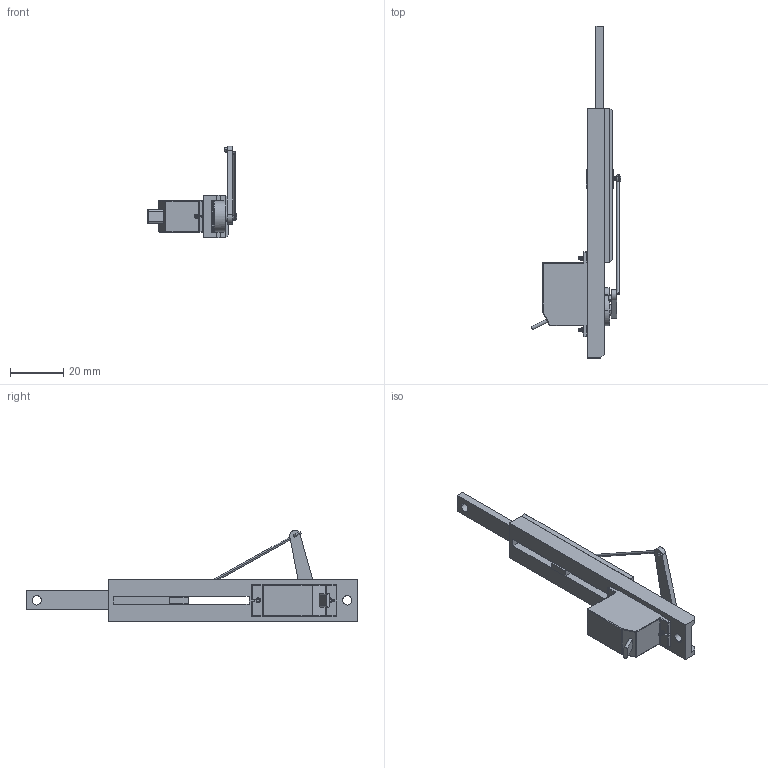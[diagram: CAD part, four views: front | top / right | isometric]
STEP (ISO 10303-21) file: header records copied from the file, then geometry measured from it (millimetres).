
FILE_DESCRIPTION (( 'STEP AP203' ), '1' );
FILE_NAME ('Actuator (ES80).STEP', '2017-01-14T22:02:35', ( 'RightCell' ), ( '' ), 'SwSTEP 2.0', 'SolidWorks 2016', '' );
FILE_SCHEMA (( 'CONFIG_CONTROL_DESIGN' ));
Length unit declared in the file: millimetre
Products named in the file (8): Servo-Formed Linkage v2_Servo-Formed Linkage LH; Screw-#1x0.25_99461A515; Actuator (ES80); Micro Servo ES08MAII_TEMPLATE; Servo Arm_TEMPLATE; Actuator-Base_TEMPLATE; Actuator-Retainer_TEMPLATE; Actuator-Rod_TEMPLATE
Assembly tree (9 placements, depth 2):
  Actuator (ES80)
    Micro Servo ES08MAII_TEMPLATE
    Servo Arm_TEMPLATE
    Actuator-Base_TEMPLATE
    Actuator-Retainer_TEMPLATE
    Actuator-Rod_TEMPLATE
    Servo-Formed Linkage v2_Servo-Formed Linkage LH
    Screw-#1x0.25_99461A515  x3
Bounding box: 33.82 x 124.9 x 34.33 mm (x, y, z)
Volume: 15452.1 mm3; surface area: 11971.3 mm2
Topology: 9 solids, 9 shells, 616 faces, 1641 edges, 1030 vertices
Faces by surface type: cylinder 265, plane 190, cone 60, torus 47, sphere 27, bspline 27
Entity records: 15810 total; most frequent: CARTESIAN_POINT 5791, ORIENTED_EDGE 1966, DIRECTION 1812, EDGE_CURVE 983, AXIS2_PLACEMENT_3D 658, VERTEX_POINT 610, LINE 496, VECTOR 496
